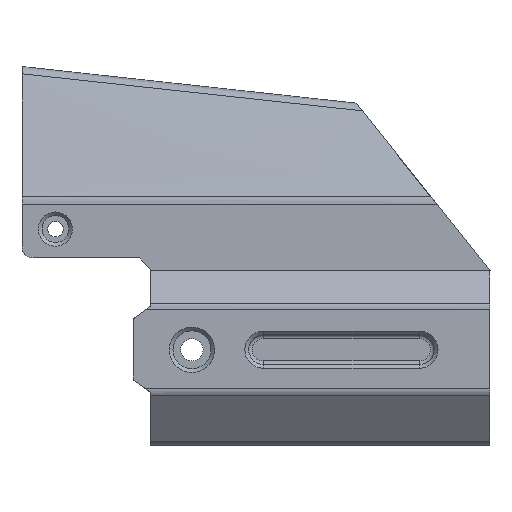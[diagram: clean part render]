
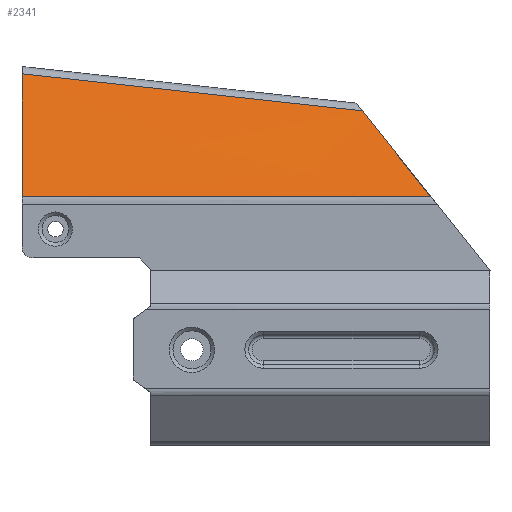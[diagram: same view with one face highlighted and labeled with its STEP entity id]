
A CAD part, left-side view. The second image highlights one B-rep face of the part: STEP entity #2341.
In plain terms, the highlighted free-form (B-spline) face has degree [3, 1] with [4, 3] control points.
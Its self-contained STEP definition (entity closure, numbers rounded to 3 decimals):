
#2126=CARTESIAN_POINT('',(-24.118,126.,42.019));
#2127=VERTEX_POINT('',#2126);
#2135=CARTESIAN_POINT('',(-11.736,126.,75.038));
#2136=VERTEX_POINT('',#2135);
#2137=CARTESIAN_POINT('',(-24.118,126.,42.019));
#2138=DIRECTION('',(0.351,0.,0.936));
#2139=VECTOR('',#2138,35.265);
#2140=LINE('',#2137,#2139);
#2141=EDGE_CURVE('',#2127,#2136,#2140,.T.);
#2297=CARTESIAN_POINT('',(-24.217,16.051,41.678));
#2298=CARTESIAN_POINT('',(-24.217,16.051,41.678));
#2299=CARTESIAN_POINT('',(-24.118,126.,42.019));
#2300=CARTESIAN_POINT('',(-21.156,16.051,49.002));
#2301=CARTESIAN_POINT('',(-21.156,16.051,49.002));
#2302=CARTESIAN_POINT('',(-19.991,126.,53.025));
#2303=CARTESIAN_POINT('',(-18.096,16.051,56.327));
#2304=CARTESIAN_POINT('',(-18.096,16.051,56.327));
#2305=CARTESIAN_POINT('',(-15.863,126.,64.032));
#2306=CARTESIAN_POINT('',(-15.036,16.051,63.652));
#2307=CARTESIAN_POINT('',(-15.036,16.051,63.652));
#2308=CARTESIAN_POINT('',(-11.736,126.,75.038));
#2309=B_SPLINE_SURFACE_WITH_KNOTS('',3,1,((#2297,#2298,#2299),(#2300,#2301,#2302),(#2303,#2304,#2305),(#2306,#2307,#2308)),.UNSPECIFIED.,.F.,.F.,.U.,(4,4),(2,1,2),(0.028,0.946),(0.127,0.127,1.),.UNSPECIFIED.);
#2310=ORIENTED_EDGE('',*,*,#2141,.F.);
#2311=CARTESIAN_POINT('',(-24.036,16.051,42.11));
#2312=VERTEX_POINT('',#2311);
#2313=CARTESIAN_POINT('',(-24.118,126.,42.019));
#2314=CARTESIAN_POINT('',(-24.109,107.675,42.029));
#2315=CARTESIAN_POINT('',(-24.099,89.351,42.041));
#2316=CARTESIAN_POINT('',(-24.086,71.026,42.056));
#2317=CARTESIAN_POINT('',(-24.073,52.701,42.071));
#2318=CARTESIAN_POINT('',(-24.057,34.376,42.088));
#2319=CARTESIAN_POINT('',(-24.036,16.051,42.11));
#2320=B_SPLINE_CURVE_WITH_KNOTS('',3,(#2313,#2314,#2315,#2316,#2317,#2318,#2319),.UNSPECIFIED.,.F.,.F.,(4,3,4),(0.022,0.077,0.132),.UNSPECIFIED.);
#2321=EDGE_CURVE('',#2127,#2312,#2320,.T.);
#2322=ORIENTED_EDGE('',*,*,#2321,.T.);
#2323=CARTESIAN_POINT('',(-14.676,34.389,65.084));
#2324=VERTEX_POINT('',#2323);
#2325=CARTESIAN_POINT('',(-14.676,34.389,65.084));
#2326=CARTESIAN_POINT('',(-17.732,28.264,57.411));
#2327=CARTESIAN_POINT('',(-20.848,22.15,49.751));
#2328=CARTESIAN_POINT('',(-24.036,16.051,42.11));
#2329=B_SPLINE_CURVE_WITH_KNOTS('',3,(#2325,#2326,#2327,#2328),.UNSPECIFIED.,.F.,.F.,(4,4),(0.,0.031),.UNSPECIFIED.);
#2330=EDGE_CURVE('',#2324,#2312,#2329,.T.);
#2331=ORIENTED_EDGE('',*,*,#2330,.F.);
#2332=CARTESIAN_POINT('',(-14.676,34.389,65.084));
#2333=CARTESIAN_POINT('',(-13.693,64.927,68.393));
#2334=CARTESIAN_POINT('',(-12.713,95.463,71.713));
#2335=CARTESIAN_POINT('',(-11.736,126.,75.038));
#2336=B_SPLINE_CURVE_WITH_KNOTS('',3,(#2332,#2333,#2334,#2335),.UNSPECIFIED.,.F.,.F.,(4,4),(0.03,0.122),.UNSPECIFIED.);
#2337=EDGE_CURVE('',#2324,#2136,#2336,.T.);
#2338=ORIENTED_EDGE('',*,*,#2337,.T.);
#2339=EDGE_LOOP('',(#2310,#2322,#2331,#2338));
#2340=FACE_BOUND('',#2339,.T.);
#2341=ADVANCED_FACE('',(#2340),#2309,.T.);
